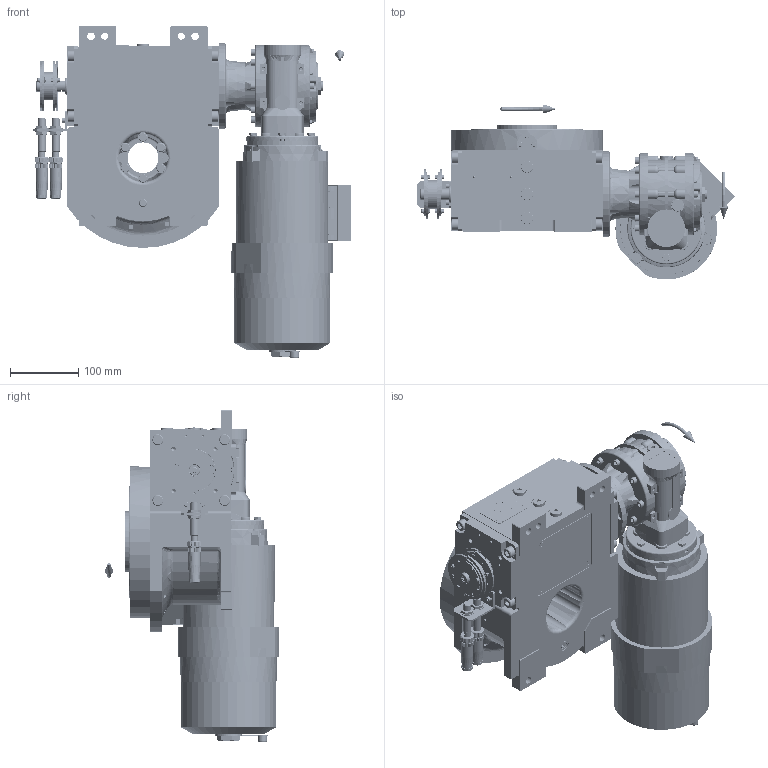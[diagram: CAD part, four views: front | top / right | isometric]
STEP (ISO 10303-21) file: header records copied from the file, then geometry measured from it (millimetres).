
FILE_DESCRIPTION (( 'STEP AP203' ), '1' );
FILE_NAME ('PC5201538.step', '2026-03-31T07:58:02', ( '' ), ( '' ), 'SwSTEP 2.0', 'SolidWorks 2020', '' );
FILE_SCHEMA (( 'CONFIG_CONTROL_DESIGN' ));
Length unit declared in the file: millimetre
Products named in the file (91): cfn2000_01_103; cfn2003_01_054; cfn2401_02_005; CFN2000_01_185.stp; olio_agip_blasia_150; AS_rig06_004_s_001; CFN2356_03_047.stp; AS_900_00_00_005; AS_rig06_004; 900_00_00_005; cfn2155_01_056; PC5201538; AS_cfn2400_04_024; cfn2276_01_074; CFN2223_01-570X6-B.stp; AS_rig06_016; 900_38_10_028; cfn2115_02_165; RMI50_F1_LCB_SX_71B14; cfn2000_01_124; rig06_004; cfn2151_01_109; rig06_001_a; cfn2158_01_011; cfn2115_02_194; freccia_angolare_albero; cfn2151_01_290; AS_cfn2476_01_002_60x46; cfn2104_01_016; cfn2205_01_013; cfn2400_04_024; cfn2000_01_161; cfn2151_01_090; cfn2128_04_004; RIG06_005_ASM.stp; cfn2000_01_126; AS_rig06_017; RIG06_021_AF0.stp; cfn2155_01_303; rig06_005_n_01 ...
Assembly tree (87 placements, depth 5):
  olio_agip_blasia_150
  CFN2356_03_047.stp
  PC5201538
    rig06_001_a
    AS_cfn2476_01_002_60x46
      cfn2476_01_002_60x46
      cfn2107_01_001
      cfn2107_01_001
    AS_rig06_071_8_m
      rig06_071_08_m_asm.stp
        RIG06_005_ASM.stp
          RIG06_021_AF0.stp
          CFN2000_01_185.stp
          CFN2000_01_185.stp
          CFN2104_02_017.stp
        CFN2010_02_002.stp
      rig06_005_n_01
      rig06_003_8
      cfn2104_01_016  x2
      cfn2000_01_124
      cfn2000_01_124  x6
      cfn2000_01_124
      cfn2000_01_124
      cfn2000_01_124
      cfn2155_01_303
    AS_rig06_017
      rig06_017
      cfn2158_01_011
      cfn2000_01_126
      cfn2000_01_126
      cfn2000_01_126
      cfn2000_01_126
      cfn2000_01_126
      cfn2000_01_126
    AS_rig06_004_s_001
      rig06_004_s_001
      cfn2070_05_005
      cfn2000_01_103
      cfn2000_01_103
      cfn2000_01_103
      cfn2000_01_103
      cfn2155_01_056
    AS_rig06_004
      rig06_004
      cfn2070_05_005
      cfn2000_01_103
      cfn2000_01_103
      cfn2000_01_103
      cfn2000_01_103
      cfn2155_01_056
    AS_rig06_002_bl_001
      rig06_002_bl_001
      cfn2115_01_005
    cfn2128_04_004
    cfn2128_04_004
    cfn2128_04_004
    cfn2128_19_002
    AS_rig06_016
      rig06_016
      cfn2003_01_054
Bounding box: 465.41 x 256 x 486.18 mm (x, y, z)
Volume: 8049879.2 mm3; surface area: 1206542.1 mm2
Topology: 75 solids, 75 shells, 6210 faces, 15898 edges, 10094 vertices
Faces by surface type: plane 2820, cylinder 2120, cone 1055, torus 189, bspline 20, sphere 6
Entity records: 177821 total; most frequent: CARTESIAN_POINT 46687, DIRECTION 25475, ORIENTED_EDGE 25388, EDGE_CURVE 12694, AXIS2_PLACEMENT_3D 9372, VERTEX_POINT 8148, VECTOR 6731, LINE 6731
